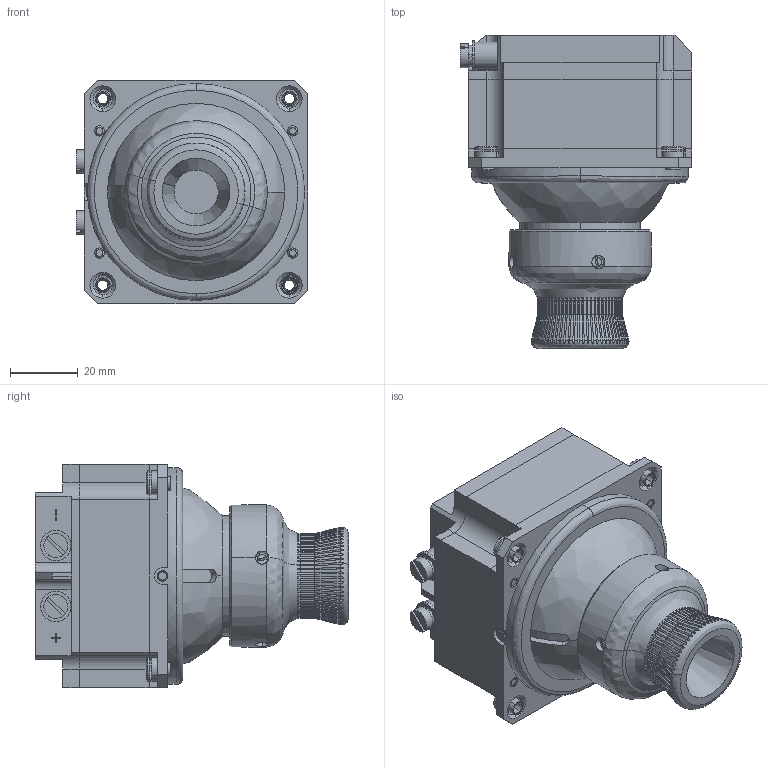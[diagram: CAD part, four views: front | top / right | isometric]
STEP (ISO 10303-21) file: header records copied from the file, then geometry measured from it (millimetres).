
FILE_DESCRIPTION (( 'STEP AP214' ), '1' );
FILE_NAME ('檄挭-1 STEP.STEP', '2015-07-21T14:26:17', ( 'kasatonov' ), ( '' ), 'SwSTEP 2.0', 'SolidWorks 2014', '' );
FILE_SCHEMA (( 'AUTOMOTIVE_DESIGN' ));
Length unit declared in the file: millimetre
Products named in the file (1): 檄挭-1  STEP
Bounding box: 68.4 x 92.35 x 66 mm (x, y, z)
Surface area: 32564.5 mm2 (no closed solid volume)
Topology: 0 solids, 47 shells, 711 faces, 2190 edges, 1498 vertices
Faces by surface type: cylinder 305, plane 208, cone 123, bspline 75
Entity records: 47392 total; most frequent: CARTESIAN_POINT 21064, ORIENTED_EDGE 3942, DIRECTION 3661, EDGE_CURVE 2188, VERTEX_POINT 1498, AXIS2_PLACEMENT_3D 1483, CIRCLE 846, EDGE_LOOP 759
